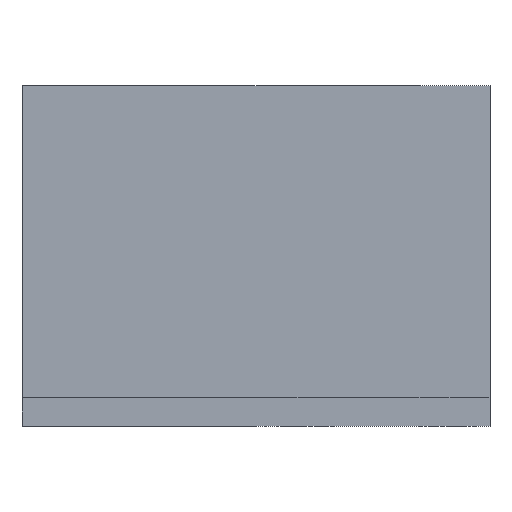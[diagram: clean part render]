
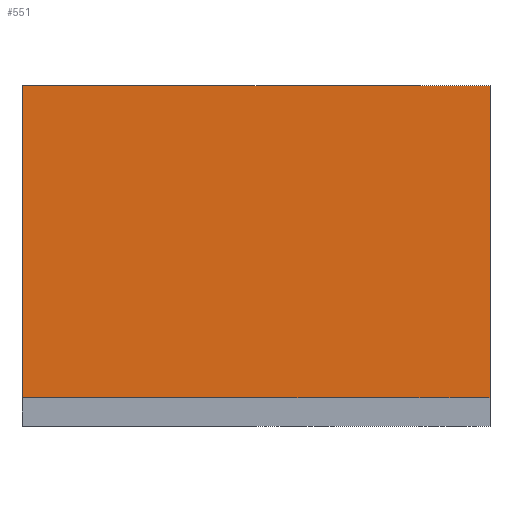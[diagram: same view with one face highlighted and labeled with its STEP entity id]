
A CAD part, left-side view. The second image highlights one B-rep face of the part: STEP entity #551.
In plain terms, the highlighted planar face has unit normal (-1, 0, 0).
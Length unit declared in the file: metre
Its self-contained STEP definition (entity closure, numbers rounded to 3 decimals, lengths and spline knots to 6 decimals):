
#23=B_SPLINE_CURVE_WITH_KNOTS('',3,(#914,#915,#916,#917,#918),
 .UNSPECIFIED.,.F.,.F.,(4,1,4),(0.,0.002662,0.005324),
 .UNSPECIFIED.);
#24=B_SPLINE_CURVE_WITH_KNOTS('',3,(#919,#920,#921,#922,#923),
 .UNSPECIFIED.,.F.,.F.,(4,1,4),(0.,0.002662,0.005324),
 .UNSPECIFIED.);
#25=B_SPLINE_CURVE_WITH_KNOTS('',3,(#924,#925,#926,#927,#928),
 .UNSPECIFIED.,.F.,.F.,(4,1,4),(0.,0.002662,0.005324),
 .UNSPECIFIED.);
#144=ORIENTED_EDGE('',*,*,#211,.T.);
#145=ORIENTED_EDGE('',*,*,#267,.T.);
#146=ORIENTED_EDGE('',*,*,#209,.T.);
#147=ORIENTED_EDGE('',*,*,#268,.T.);
#148=ORIENTED_EDGE('',*,*,#207,.T.);
#149=ORIENTED_EDGE('',*,*,#269,.T.);
#150=ORIENTED_EDGE('',*,*,#240,.T.);
#151=ORIENTED_EDGE('',*,*,#251,.F.);
#152=ORIENTED_EDGE('',*,*,#229,.F.);
#153=ORIENTED_EDGE('',*,*,#223,.T.);
#207=EDGE_CURVE('',#286,#285,#335,.T.);
#209=EDGE_CURVE('',#288,#287,#336,.T.);
#211=EDGE_CURVE('',#290,#289,#337,.T.);
#223=EDGE_CURVE('',#293,#290,#349,.T.);
#229=EDGE_CURVE('',#293,#304,#355,.T.);
#240=EDGE_CURVE('',#313,#314,#365,.T.);
#251=EDGE_CURVE('',#304,#314,#373,.T.);
#267=EDGE_CURVE('',#289,#288,#23,.T.);
#268=EDGE_CURVE('',#287,#286,#24,.T.);
#269=EDGE_CURVE('',#285,#313,#25,.T.);
#285=VERTEX_POINT('',#778);
#286=VERTEX_POINT('',#780);
#287=VERTEX_POINT('',#782);
#288=VERTEX_POINT('',#784);
#289=VERTEX_POINT('',#786);
#290=VERTEX_POINT('',#788);
#293=VERTEX_POINT('',#795);
#304=VERTEX_POINT('',#823);
#313=VERTEX_POINT('',#845);
#314=VERTEX_POINT('',#846);
#335=LINE('',#779,#391);
#336=LINE('',#783,#392);
#337=LINE('',#787,#393);
#349=LINE('',#810,#405);
#355=LINE('',#822,#411);
#365=LINE('',#844,#421);
#373=LINE('',#871,#429);
#391=VECTOR('',#636,1.);
#392=VECTOR('',#639,1.);
#393=VECTOR('',#642,1.);
#405=VECTOR('',#656,1.);
#411=VECTOR('',#666,1.);
#421=VECTOR('',#682,1.);
#429=VECTOR('',#698,1.);
#461=EDGE_LOOP('',(#144,#145,#146,#147,#148,#149,#150,#151,#152,#153));
#499=FACE_BOUND('',#461,.T.);
#531=PLANE('',#604);
#551=ADVANCED_FACE('',(#499),#531,.F.);
#604=AXIS2_PLACEMENT_3D('',#913,#727,#728);
#636=DIRECTION('',(0.,-1.,0.));
#639=DIRECTION('',(0.,-1.,0.));
#642=DIRECTION('',(0.,-1.,0.));
#656=DIRECTION('',(0.,0.,-1.));
#666=DIRECTION('',(0.,-1.,0.));
#682=DIRECTION('',(0.,-1.,0.));
#698=DIRECTION('',(0.,0.,-1.));
#727=DIRECTION('',(1.,0.,0.));
#728=DIRECTION('',(0.,0.,-1.));
#778=CARTESIAN_POINT('',(0.0815,-0.010854,0.));
#779=CARTESIAN_POINT('',(0.0815,0.,0.));
#780=CARTESIAN_POINT('',(0.0815,-0.006146,0.));
#782=CARTESIAN_POINT('',(0.0815,-0.000854,0.));
#783=CARTESIAN_POINT('',(0.0815,0.,0.));
#784=CARTESIAN_POINT('',(0.0815,0.003854,0.));
#786=CARTESIAN_POINT('',(0.0815,0.009146,0.));
#787=CARTESIAN_POINT('',(0.0815,0.,0.));
#788=CARTESIAN_POINT('',(0.0815,0.0165,0.));
#795=CARTESIAN_POINT('',(0.0815,0.0165,0.022));
#810=CARTESIAN_POINT('',(0.0815,0.0165,0.022));
#822=CARTESIAN_POINT('',(0.0815,0.,0.022));
#823=CARTESIAN_POINT('',(0.0815,-0.0165,0.022));
#844=CARTESIAN_POINT('',(0.0815,0.,0.));
#845=CARTESIAN_POINT('',(0.0815,-0.016146,0.));
#846=CARTESIAN_POINT('',(0.0815,-0.0165,0.));
#871=CARTESIAN_POINT('',(0.0815,-0.0165,0.022));
#913=CARTESIAN_POINT('',(0.0815,0.,0.022));
#914=CARTESIAN_POINT('',(0.0815,0.009146,0.));
#915=CARTESIAN_POINT('',(0.0815,0.008255,0.));
#916=CARTESIAN_POINT('',(0.0815,0.006502,-0.000536));
#917=CARTESIAN_POINT('',(0.0815,0.004747,0.));
#918=CARTESIAN_POINT('',(0.0815,0.003854,0.));
#919=CARTESIAN_POINT('',(0.0815,-0.000854,0.));
#920=CARTESIAN_POINT('',(0.0815,-0.001745,0.));
#921=CARTESIAN_POINT('',(0.0815,-0.003498,-0.000536));
#922=CARTESIAN_POINT('',(0.0815,-0.005253,0.));
#923=CARTESIAN_POINT('',(0.0815,-0.006146,0.));
#924=CARTESIAN_POINT('',(0.0815,-0.010854,0.));
#925=CARTESIAN_POINT('',(0.0815,-0.011745,0.));
#926=CARTESIAN_POINT('',(0.0815,-0.013498,-0.000536));
#927=CARTESIAN_POINT('',(0.0815,-0.015253,0.));
#928=CARTESIAN_POINT('',(0.0815,-0.016146,0.));
